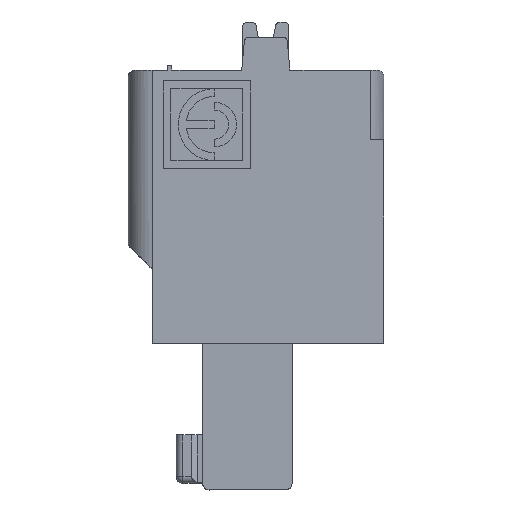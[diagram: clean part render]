
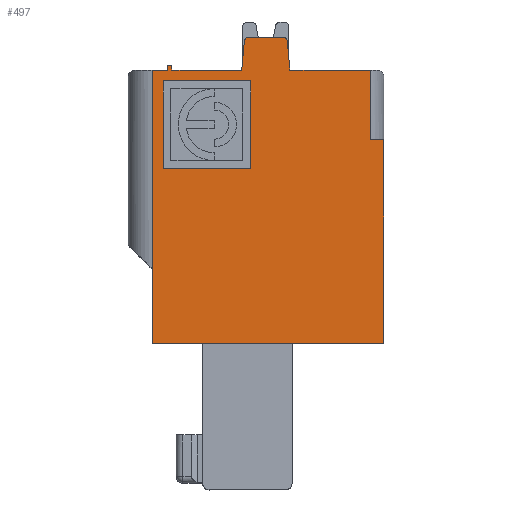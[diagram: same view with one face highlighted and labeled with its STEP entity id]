
A CAD part, top view. The second image highlights one B-rep face of the part: STEP entity #497.
In plain terms, the highlighted planar face has unit normal (0, 0, 1).
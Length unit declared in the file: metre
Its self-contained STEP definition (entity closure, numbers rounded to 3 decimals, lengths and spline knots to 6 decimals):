
#497=ADVANCED_FACE('',(#1411,#1412),#1413,.T.);
#1411=FACE_OUTER_BOUND('',#2797,.T.);
#1412=FACE_BOUND('',#2798,.T.);
#1413=PLANE('',#2799);
#2797=EDGE_LOOP('',(#4284,#4285,#4286,#4287,#4288,#4289,#4290,#4291,#4292,#4293,#4294,#4295,#4296,#4297,#4298,#4299));
#2798=EDGE_LOOP('',(#4300,#4301,#4302,#4303));
#2799=AXIS2_PLACEMENT_3D('',#4304,#4305,#4306);
#4284=ORIENTED_EDGE('',*,*,#8330,.T.);
#4285=ORIENTED_EDGE('',*,*,#8331,.F.);
#4286=ORIENTED_EDGE('',*,*,#8332,.T.);
#4287=ORIENTED_EDGE('',*,*,#8333,.F.);
#4288=ORIENTED_EDGE('',*,*,#8334,.T.);
#4289=ORIENTED_EDGE('',*,*,#8335,.F.);
#4290=ORIENTED_EDGE('',*,*,#8336,.T.);
#4291=ORIENTED_EDGE('',*,*,#8337,.T.);
#4292=ORIENTED_EDGE('',*,*,#8338,.T.);
#4293=ORIENTED_EDGE('',*,*,#8339,.T.);
#4294=ORIENTED_EDGE('',*,*,#8340,.T.);
#4295=ORIENTED_EDGE('',*,*,#8341,.T.);
#4296=ORIENTED_EDGE('',*,*,#8342,.T.);
#4297=ORIENTED_EDGE('',*,*,#8343,.T.);
#4298=ORIENTED_EDGE('',*,*,#8344,.T.);
#4299=ORIENTED_EDGE('',*,*,#8345,.T.);
#4300=ORIENTED_EDGE('',*,*,#8346,.F.);
#4301=ORIENTED_EDGE('',*,*,#8347,.F.);
#4302=ORIENTED_EDGE('',*,*,#8348,.F.);
#4303=ORIENTED_EDGE('',*,*,#8349,.F.);
#4304=CARTESIAN_POINT('',(0.005985,0.0138,0.0));
#4305=DIRECTION('',(0.0,0.0,1.0));
#4306=DIRECTION('',(1.0,0.0,0.0));
#8330=EDGE_CURVE('',#9994,#9995,#9996,.T.);
#8331=EDGE_CURVE('',#9997,#9995,#9998,.T.);
#8332=EDGE_CURVE('',#9997,#9999,#10000,.T.);
#8333=EDGE_CURVE('',#10001,#9999,#10002,.T.);
#8334=EDGE_CURVE('',#10001,#10003,#10004,.T.);
#8335=EDGE_CURVE('',#10005,#10003,#10006,.T.);
#8336=EDGE_CURVE('',#10005,#10007,#10008,.T.);
#8337=EDGE_CURVE('',#10007,#10009,#10010,.T.);
#8338=EDGE_CURVE('',#10009,#10011,#10012,.T.);
#8339=EDGE_CURVE('',#10011,#10013,#10014,.T.);
#8340=EDGE_CURVE('',#10013,#10015,#10016,.T.);
#8341=EDGE_CURVE('',#10015,#10017,#10018,.T.);
#8342=EDGE_CURVE('',#10017,#10019,#10020,.T.);
#8343=EDGE_CURVE('',#10019,#10021,#10022,.T.);
#8344=EDGE_CURVE('',#10021,#10023,#10024,.T.);
#8345=EDGE_CURVE('',#10023,#9994,#10025,.T.);
#8346=EDGE_CURVE('',#10026,#10027,#10028,.T.);
#8347=EDGE_CURVE('',#10029,#10026,#10030,.T.);
#8348=EDGE_CURVE('',#10031,#10029,#10032,.T.);
#8349=EDGE_CURVE('',#10027,#10031,#10033,.T.);
#9994=VERTEX_POINT('',#12511);
#9995=VERTEX_POINT('',#12512);
#9996=LINE('',#12513,#12514);
#9997=VERTEX_POINT('',#12515);
#9998=LINE('',#12516,#12517);
#9999=VERTEX_POINT('',#12518);
#10000=CIRCLE('',#12519,0.0002);
#10001=VERTEX_POINT('',#12520);
#10002=LINE('',#12521,#12522);
#10003=VERTEX_POINT('',#12523);
#10004=CIRCLE('',#12524,0.0002);
#10005=VERTEX_POINT('',#12525);
#10006=LINE('',#12526,#12527);
#10007=VERTEX_POINT('',#12528);
#10008=LINE('',#12529,#12530);
#10009=VERTEX_POINT('',#12531);
#10010=LINE('',#12532,#12533);
#10011=VERTEX_POINT('',#12534);
#10012=LINE('',#12535,#12536);
#10013=VERTEX_POINT('',#12537);
#10014=LINE('',#12538,#12539);
#10015=VERTEX_POINT('',#12540);
#10016=LINE('',#12541,#12542);
#10017=VERTEX_POINT('',#12543);
#10018=LINE('',#12544,#12545);
#10019=VERTEX_POINT('',#12546);
#10020=LINE('',#12547,#12548);
#10021=VERTEX_POINT('',#12549);
#10022=LINE('',#12550,#12551);
#10023=VERTEX_POINT('',#12552);
#10024=LINE('',#12553,#12554);
#10025=LINE('',#12555,#12556);
#10026=VERTEX_POINT('',#12557);
#10027=VERTEX_POINT('',#12558);
#10028=LINE('',#12559,#12560);
#10029=VERTEX_POINT('',#12561);
#10030=LINE('',#12562,#12563);
#10031=VERTEX_POINT('',#12564);
#10032=LINE('',#12565,#12566);
#10033=LINE('',#12567,#12568);
#12511=CARTESIAN_POINT('',(0.01,0.0125,0.0));
#12512=CARTESIAN_POINT('',(0.0063,0.0125,0.));
#12513=CARTESIAN_POINT('',(0.0063,0.0125,0.0));
#12514=VECTOR('',#15999,1.0);
#12515=CARTESIAN_POINT('',(0.006185,0.013817,0.));
#12516=CARTESIAN_POINT('',(0.0063,0.0125,0.));
#12517=VECTOR('',#16000,1.0);
#12518=CARTESIAN_POINT('',(0.005985,0.014,0.));
#12519=AXIS2_PLACEMENT_3D('',#16001,#16002,#16003);
#12520=CARTESIAN_POINT('',(0.004414,0.014,0.));
#12521=CARTESIAN_POINT('',(0.0063,0.014,0.));
#12522=VECTOR('',#16004,1.0);
#12523=CARTESIAN_POINT('',(0.004215,0.013817,0.));
#12524=AXIS2_PLACEMENT_3D('',#16005,#16006,#16007);
#12525=CARTESIAN_POINT('',(0.0041,0.0125,0.0));
#12526=CARTESIAN_POINT('',(0.004319,0.015,0.));
#12527=VECTOR('',#16008,1.0);
#12528=CARTESIAN_POINT('',(0.0009,0.0125,0.0));
#12529=CARTESIAN_POINT('',(0.0063,0.0125,0.0));
#12530=VECTOR('',#16009,1.0);
#12531=CARTESIAN_POINT('',(0.0009,0.0127,0.0));
#12532=CARTESIAN_POINT('',(0.0009,0.0127,0.0));
#12533=VECTOR('',#16010,1.0);
#12534=CARTESIAN_POINT('',(0.0007,0.0127,0.0));
#12535=CARTESIAN_POINT('',(0.0007,0.0127,0.0));
#12536=VECTOR('',#16011,1.0);
#12537=CARTESIAN_POINT('',(0.0007,0.0125,0.0));
#12538=CARTESIAN_POINT('',(0.0007,0.0125,0.0));
#12539=VECTOR('',#16012,1.0);
#12540=CARTESIAN_POINT('',(0.0,0.0125,0.0));
#12541=CARTESIAN_POINT('',(0.0063,0.0125,0.0));
#12542=VECTOR('',#16013,1.0);
#12543=CARTESIAN_POINT('',(0.0,0.0,0.0));
#12544=CARTESIAN_POINT('',(0.0,0.0,0.0));
#12545=VECTOR('',#16014,1.0);
#12546=CARTESIAN_POINT('',(0.0106,0.0,0.0));
#12547=CARTESIAN_POINT('',(0.0106,0.0,0.0));
#12548=VECTOR('',#16015,1.0);
#12549=CARTESIAN_POINT('',(0.0106,0.0093,0.0));
#12550=CARTESIAN_POINT('',(0.0106,0.0093,0.0));
#12551=VECTOR('',#16016,1.0);
#12552=CARTESIAN_POINT('',(0.01,0.0093,0.0));
#12553=CARTESIAN_POINT('',(0.01,0.0093,0.0));
#12554=VECTOR('',#16017,1.0);
#12555=CARTESIAN_POINT('',(0.01,0.0125,0.0));
#12556=VECTOR('',#16018,1.0);
#12557=CARTESIAN_POINT('',(0.0005,0.008001,0.0));
#12558=CARTESIAN_POINT('',(0.004499,0.008001,0.0));
#12559=CARTESIAN_POINT('',(0.004499,0.008001,0.0));
#12560=VECTOR('',#16019,1.0);
#12561=CARTESIAN_POINT('',(0.0005,0.012,0.0));
#12562=CARTESIAN_POINT('',(0.0005,0.008001,0.0));
#12563=VECTOR('',#16020,1.0);
#12564=CARTESIAN_POINT('',(0.004499,0.012,0.0));
#12565=CARTESIAN_POINT('',(0.0005,0.012,0.0));
#12566=VECTOR('',#16021,1.0);
#12567=CARTESIAN_POINT('',(0.004499,0.012,0.0));
#12568=VECTOR('',#16022,1.0);
#15999=DIRECTION('',(-1.0,0.0,0.0));
#16000=DIRECTION('',(0.087,-0.996,0.));
#16001=CARTESIAN_POINT('',(0.005985,0.0138,0.));
#16002=DIRECTION('',(0.,0.,1.0));
#16003=DIRECTION('',(0.,-1.0,0.));
#16004=DIRECTION('',(1.0,0.,0.));
#16005=CARTESIAN_POINT('',(0.004414,0.0138,0.));
#16006=DIRECTION('',(0.,0.,1.0));
#16007=DIRECTION('',(0.,-1.0,0.));
#16008=DIRECTION('',(0.087,0.996,0.));
#16009=DIRECTION('',(-1.0,0.0,0.0));
#16010=DIRECTION('',(0.0,1.0,0.0));
#16011=DIRECTION('',(-1.0,0.0,0.0));
#16012=DIRECTION('',(0.0,-1.0,0.0));
#16013=DIRECTION('',(-1.0,0.0,0.0));
#16014=DIRECTION('',(0.0,-1.0,0.0));
#16015=DIRECTION('',(1.0,0.0,0.0));
#16016=DIRECTION('',(0.0,1.0,0.0));
#16017=DIRECTION('',(-1.0,0.,0.0));
#16018=DIRECTION('',(0.0,1.0,0.0));
#16019=DIRECTION('',(1.0,0.0,0.0));
#16020=DIRECTION('',(0.0,-1.0,0.0));
#16021=DIRECTION('',(-1.0,0.0,0.0));
#16022=DIRECTION('',(0.0,1.0,0.0));
